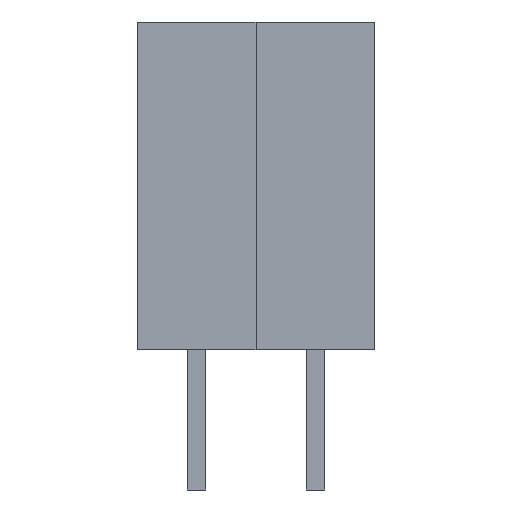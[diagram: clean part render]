
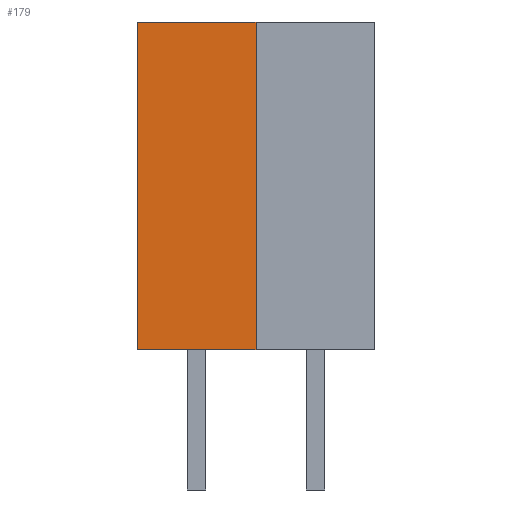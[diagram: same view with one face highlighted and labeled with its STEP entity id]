
A CAD part, front view. The second image highlights one B-rep face of the part: STEP entity #179.
In plain terms, the highlighted planar face has unit normal (0, -1, 0).
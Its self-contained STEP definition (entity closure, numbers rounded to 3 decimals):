
#13=DIRECTION('',(0.,0.,1.));
#14=DIRECTION('',(1.,0.,0.));
#155=EDGE_CURVE('',#156,#158,#160,.T.);
#156=VERTEX_POINT('',#157);
#157=CARTESIAN_POINT('',(-1.27,-1.271,0.));
#158=VERTEX_POINT('',#159);
#159=CARTESIAN_POINT('',(-1.27,-1.271,7.));
#160=LINE('',#157,#161);
#161=VECTOR('',#13,1.);
#168=DIRECTION('',(0.,1.,0.));
#179=ADVANCED_FACE('',(#180),#197,.F.);
#180=FACE_BOUND('',#181,.F.);
#181=EDGE_LOOP('',(#182,#188,#189,#194));
#182=ORIENTED_EDGE('',*,*,#183,.F.);
#183=EDGE_CURVE('',#156,#184,#186,.T.);
#184=VERTEX_POINT('',#185);
#185=CARTESIAN_POINT('',(1.27,-1.271,0.));
#186=LINE('',#157,#187);
#187=VECTOR('',#14,1.);
#188=ORIENTED_EDGE('',*,*,#155,.T.);
#189=ORIENTED_EDGE('',*,*,#190,.T.);
#190=EDGE_CURVE('',#158,#191,#193,.T.);
#191=VERTEX_POINT('',#192);
#192=CARTESIAN_POINT('',(1.27,-1.271,7.));
#193=LINE('',#159,#187);
#194=ORIENTED_EDGE('',*,*,#195,.F.);
#195=EDGE_CURVE('',#184,#191,#196,.T.);
#196=LINE('',#185,#161);
#197=PLANE('',#198);
#198=AXIS2_PLACEMENT_3D('',#157,#168,#13);
